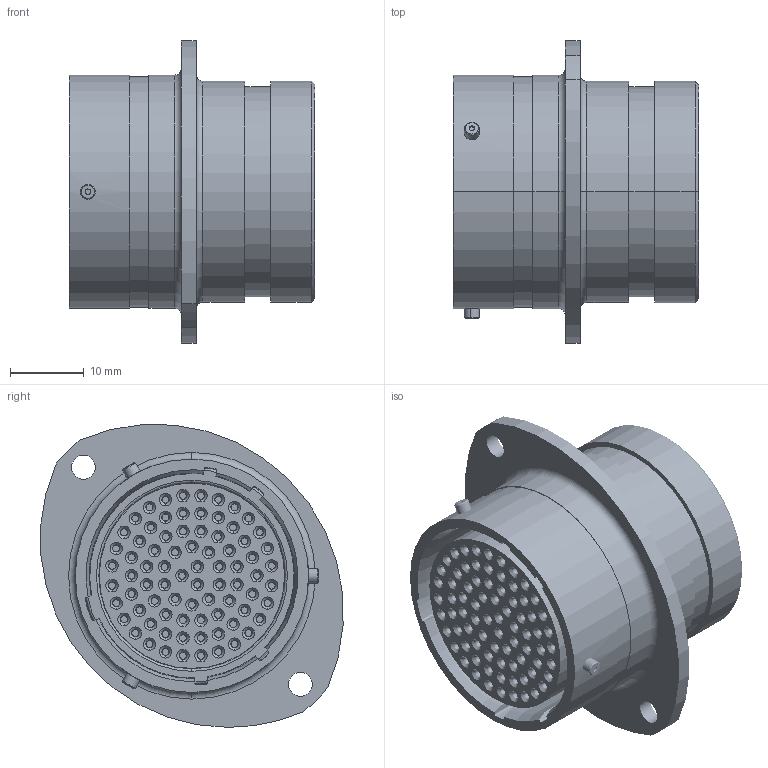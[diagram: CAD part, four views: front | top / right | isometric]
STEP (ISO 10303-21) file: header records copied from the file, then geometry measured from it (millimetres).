
FILE_DESCRIPTION (( 'STEP AP214' ), '1' );
FILE_NAME ('AS020-35SA.STEP', '2020-06-23T15:17:57', ( 'TE Connectivity' ), ( 'TE Connectivity' ), 'SwSTEP 2.0', 'SolidWorks 2016', '' );
FILE_SCHEMA (( 'AUTOMOTIVE_DESIGN' ));
Length unit declared in the file: millimetre
Products named in the file (1): AS020-35SA
Bounding box: 33.31 x 40.96 x 41.04 mm (x, y, z)
Volume: 19172 mm3; surface area: 22585.5 mm2
Topology: 9 solids, 9 shells, 2029 faces, 4449 edges, 2524 vertices
Faces by surface type: torus 816, cylinder 576, cone 494, plane 131, sphere 12
Entity records: 79196 total; most frequent: DIRECTION 11759, CARTESIAN_POINT 9291, ORIENTED_EDGE 8882, AXIS2_PLACEMENT_3D 5330, EDGE_CURVE 4441, CIRCLE 3300, VERTEX_POINT 2524, EDGE_LOOP 2455
